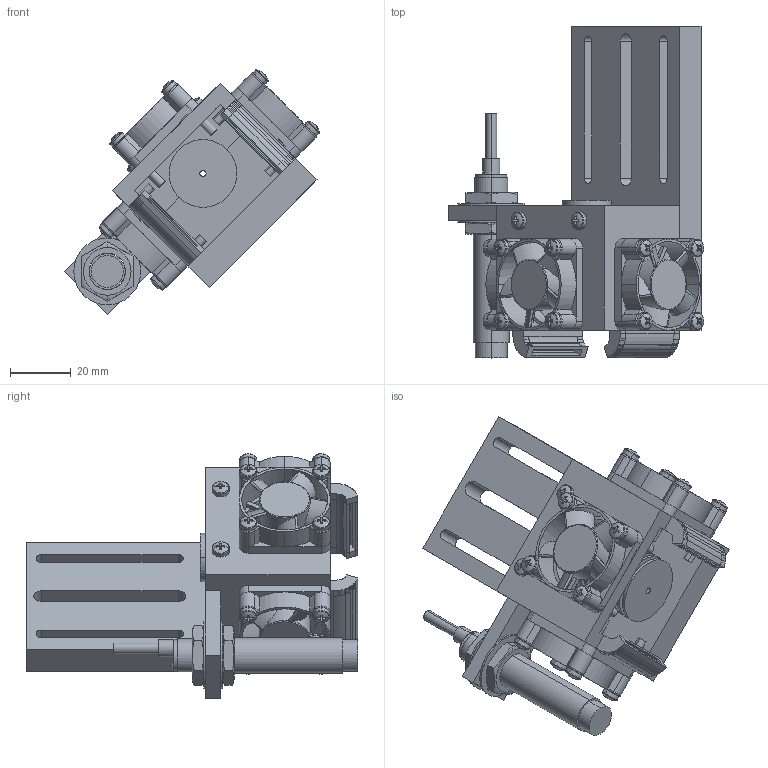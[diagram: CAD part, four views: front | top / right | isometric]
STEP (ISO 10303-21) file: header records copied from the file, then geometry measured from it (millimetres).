
FILE_DESCRIPTION (( 'STEP AP203' ), '1' );
FILE_NAME ('Hot_End_Assem_Default_sldprt.STEP', '2023-01-28T16:53:56', ( 'Windows User' ), ( '' ), 'SwSTEP 2.0', 'SolidWorks 2022', '' );
FILE_SCHEMA (( 'CONFIG_CONTROL_DESIGN' ));
Products named in the file (1): Hot_End_Assem_Default_sldprt
Bounding box: 83.98 x 109.04 x 80.48 mm (x, y, z)
Volume: 99839.8 mm3; surface area: 69088 mm2
Topology: 35 solids, 35 shells, 1261 faces, 3116 edges, 1971 vertices
Faces by surface type: plane 601, cylinder 426, torus 87, bspline 60, cone 58, sphere 29
Entity records: 39926 total; most frequent: CARTESIAN_POINT 9312, DIRECTION 6635, ORIENTED_EDGE 6226, EDGE_CURVE 3113, AXIS2_PLACEMENT_3D 2578, VERTEX_POINT 1969, VECTOR 1479, LINE 1479
